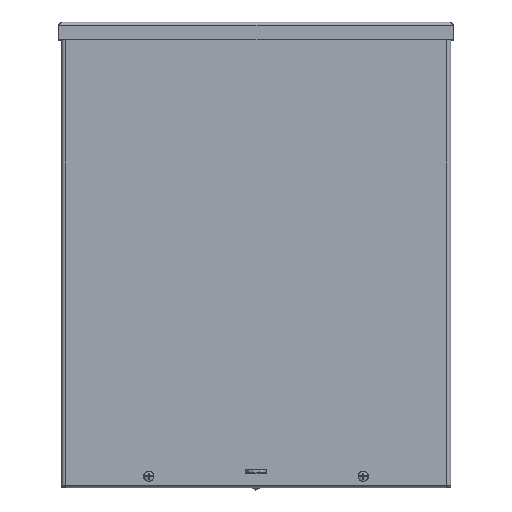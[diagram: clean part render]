
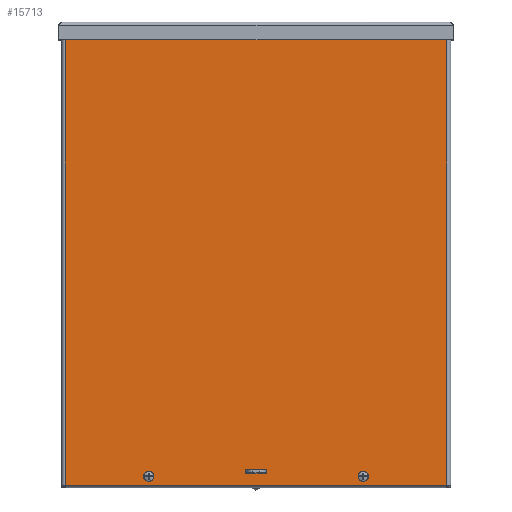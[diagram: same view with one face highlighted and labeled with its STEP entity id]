
A CAD part, top view. The second image highlights one B-rep face of the part: STEP entity #15713.
In plain terms, the highlighted planar face has unit normal (0, 0, 1).
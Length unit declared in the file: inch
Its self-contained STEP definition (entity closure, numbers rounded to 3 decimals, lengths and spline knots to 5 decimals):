
#620 = CIRCLE ( 'NONE', #13740, 0.125 ) ;
#716 = EDGE_CURVE ( 'NONE', #15340, #15340, #13792, .T. ) ;
#971 = ORIENTED_EDGE ( 'NONE', *, *, #3834, .F. ) ;
#1100 = DIRECTION ( 'NONE',  ( 0., 0., 1. ) ) ;
#1129 = ORIENTED_EDGE ( 'NONE', *, *, #15851, .F. ) ;
#1174 = CARTESIAN_POINT ( 'NONE',  ( -0.39063, -8.41488, 4.19362 ) ) ;
#1258 = EDGE_CURVE ( 'NONE', #14784, #14784, #11889, .T. ) ;
#1620 = CARTESIAN_POINT ( 'NONE',  ( -0.39063, -8.44612, 4.19362 ) ) ;
#1627 = VECTOR ( 'NONE', #16602, 39.37008 ) ;
#1751 = DIRECTION ( 'NONE',  ( 0., 0., 1. ) ) ;
#2167 = VERTEX_POINT ( 'NONE', #4408 ) ;
#2214 = ORIENTED_EDGE ( 'NONE', *, *, #20838, .F. ) ;
#2728 = DIRECTION ( 'NONE',  ( 0., 0., 1. ) ) ;
#2793 = AXIS2_PLACEMENT_3D ( 'NONE', #22567, #12079, #13858 ) ;
#3505 = EDGE_CURVE ( 'NONE', #3802, #11501, #4806, .T. ) ;
#3658 = VERTEX_POINT ( 'NONE', #15609 ) ;
#3802 = VERTEX_POINT ( 'NONE', #7617 ) ;
#3833 = ORIENTED_EDGE ( 'NONE', *, *, #11382, .F. ) ;
#3834 = EDGE_CURVE ( 'NONE', #4934, #4934, #620, .T. ) ;
#3979 = CARTESIAN_POINT ( 'NONE',  ( 0., -8.44612, 4.19362 ) ) ;
#4115 = CARTESIAN_POINT ( 'NONE',  ( -7.40625, 0.01562, 4.19362 ) ) ;
#4342 = CARTESIAN_POINT ( 'NONE',  ( -7.40625, -8.92188, 4.19362 ) ) ;
#4408 = CARTESIAN_POINT ( 'NONE',  ( -0.42188, -8.32112, 4.19362 ) ) ;
#4494 = CARTESIAN_POINT ( 'NONE',  ( -0.42188, -8.41488, 4.19362 ) ) ;
#4690 = FACE_BOUND ( 'NONE', #19195, .T. ) ;
#4806 = LINE ( 'NONE', #12744, #20141 ) ;
#4934 = VERTEX_POINT ( 'NONE', #15336 ) ;
#5079 = CIRCLE ( 'NONE', #16050, 0.03125 ) ;
#5175 = CARTESIAN_POINT ( 'NONE',  ( 4.15625, -8.5625, 4.19362 ) ) ;
#5568 = CARTESIAN_POINT ( 'NONE',  ( 4.28125, -8.5625, 4.19362 ) ) ;
#5722 = LINE ( 'NONE', #21738, #15846 ) ;
#5761 = DIRECTION ( 'NONE',  ( 1., 0., 0. ) ) ;
#5764 = PLANE ( 'NONE',  #9706 ) ;
#5812 = ORIENTED_EDGE ( 'NONE', *, *, #19523, .F. ) ;
#6071 = LINE ( 'NONE', #3979, #18351 ) ;
#6296 = CARTESIAN_POINT ( 'NONE',  ( -7.40625, 8.95312, 4.19362 ) ) ;
#6356 = CARTESIAN_POINT ( 'NONE',  ( 0.39062, -8.41488, 4.19362 ) ) ;
#6437 = DIRECTION ( 'NONE',  ( 1., 0., 0. ) ) ;
#6551 = VERTEX_POINT ( 'NONE', #1620 ) ;
#7446 = LINE ( 'NONE', #15507, #8007 ) ;
#7454 = CIRCLE ( 'NONE', #10885, 0.03125 ) ;
#7617 = CARTESIAN_POINT ( 'NONE',  ( 7.40625, -8.92188, 4.19362 ) ) ;
#7780 = ORIENTED_EDGE ( 'NONE', *, *, #21322, .F. ) ;
#8007 = VECTOR ( 'NONE', #13746, 39.37008 ) ;
#8134 = AXIS2_PLACEMENT_3D ( 'NONE', #19623, #12747, #16028 ) ;
#8229 = CARTESIAN_POINT ( 'NONE',  ( -4.15625, 8.59375, 4.19362 ) ) ;
#8282 = LINE ( 'NONE', #9662, #1627 ) ;
#8322 = EDGE_LOOP ( 'NONE', ( #13251 ) ) ;
#8537 = VERTEX_POINT ( 'NONE', #13508 ) ;
#8723 = DIRECTION ( 'NONE',  ( 1., 0., 0. ) ) ;
#8938 = ORIENTED_EDGE ( 'NONE', *, *, #11209, .F. ) ;
#9026 = ORIENTED_EDGE ( 'NONE', *, *, #1258, .F. ) ;
#9110 = FACE_BOUND ( 'NONE', #10103, .T. ) ;
#9295 = EDGE_LOOP ( 'NONE', ( #9026 ) ) ;
#9466 = ORIENTED_EDGE ( 'NONE', *, *, #20739, .F. ) ;
#9511 = DIRECTION ( 'NONE',  ( 1., 0., 0. ) ) ;
#9563 = EDGE_LOOP ( 'NONE', ( #971 ) ) ;
#9600 = CARTESIAN_POINT ( 'NONE',  ( 0., 0.01562, 4.19362 ) ) ;
#9662 = CARTESIAN_POINT ( 'NONE',  ( 0., 8.95312, 4.19362 ) ) ;
#9706 = AXIS2_PLACEMENT_3D ( 'NONE', #9600, #10764, #19531 ) ;
#9891 = CARTESIAN_POINT ( 'NONE',  ( 0.42187, -8.41488, 4.19362 ) ) ;
#10103 = EDGE_LOOP ( 'NONE', ( #17271, #9466, #14815, #13994, #1129, #7780, #5812, #11534 ) ) ;
#10384 = CIRCLE ( 'NONE', #8134, 0.125 ) ;
#10758 = CARTESIAN_POINT ( 'NONE',  ( 0.39062, -8.28988, 4.19362 ) ) ;
#10764 = DIRECTION ( 'NONE',  ( 0., 0., -1. ) ) ;
#10885 = AXIS2_PLACEMENT_3D ( 'NONE', #22713, #1751, #14095 ) ;
#11118 = VECTOR ( 'NONE', #18964, 39.37008 ) ;
#11209 = EDGE_CURVE ( 'NONE', #3658, #3802, #7446, .T. ) ;
#11223 = CARTESIAN_POINT ( 'NONE',  ( -0.39063, -8.28987, 4.19362 ) ) ;
#11315 = FACE_OUTER_BOUND ( 'NONE', #18416, .T. ) ;
#11382 = EDGE_CURVE ( 'NONE', #11501, #20776, #12086, .T. ) ;
#11501 = VERTEX_POINT ( 'NONE', #4342 ) ;
#11534 = ORIENTED_EDGE ( 'NONE', *, *, #13275, .F. ) ;
#11552 = VERTEX_POINT ( 'NONE', #4494 ) ;
#11889 = CIRCLE ( 'NONE', #20137, 0.125 ) ;
#12046 = LINE ( 'NONE', #13009, #19663 ) ;
#12079 = DIRECTION ( 'NONE',  ( 0., 0., 1. ) ) ;
#12086 = LINE ( 'NONE', #4115, #18058 ) ;
#12627 = DIRECTION ( 'NONE',  ( 0., 1., 0. ) ) ;
#12744 = CARTESIAN_POINT ( 'NONE',  ( 0., -8.92188, 4.19362 ) ) ;
#12747 = DIRECTION ( 'NONE',  ( 0., 0., 1. ) ) ;
#13009 = CARTESIAN_POINT ( 'NONE',  ( 0.42187, 0.01562, 4.19362 ) ) ;
#13251 = ORIENTED_EDGE ( 'NONE', *, *, #716, .F. ) ;
#13275 = EDGE_CURVE ( 'NONE', #22350, #20450, #12046, .T. ) ;
#13304 = DIRECTION ( 'NONE',  ( 1., 0., 0. ) ) ;
#13359 = EDGE_CURVE ( 'NONE', #19752, #22350, #19396, .T. ) ;
#13495 = EDGE_CURVE ( 'NONE', #11552, #6551, #13904, .T. ) ;
#13508 = CARTESIAN_POINT ( 'NONE',  ( 4.28125, 8.59375, 4.19362 ) ) ;
#13740 = AXIS2_PLACEMENT_3D ( 'NONE', #8229, #16887, #6437 ) ;
#13746 = DIRECTION ( 'NONE',  ( 0., -1., 0. ) ) ;
#13792 = CIRCLE ( 'NONE', #2793, 0.125 ) ;
#13806 = CARTESIAN_POINT ( 'NONE',  ( 0.42187, -8.32112, 4.19362 ) ) ;
#13858 = DIRECTION ( 'NONE',  ( 1., 0., 0. ) ) ;
#13904 = CIRCLE ( 'NONE', #21679, 0.03125 ) ;
#13994 = ORIENTED_EDGE ( 'NONE', *, *, #17457, .F. ) ;
#13997 = CARTESIAN_POINT ( 'NONE',  ( -0.42188, 0.01562, 4.19362 ) ) ;
#14095 = DIRECTION ( 'NONE',  ( 1., 0., 0. ) ) ;
#14423 = ORIENTED_EDGE ( 'NONE', *, *, #3505, .F. ) ;
#14486 = DIRECTION ( 'NONE',  ( -1., 0., 0. ) ) ;
#14585 = VERTEX_POINT ( 'NONE', #11223 ) ;
#14784 = VERTEX_POINT ( 'NONE', #5568 ) ;
#14815 = ORIENTED_EDGE ( 'NONE', *, *, #13495, .F. ) ;
#15336 = CARTESIAN_POINT ( 'NONE',  ( -4.03125, 8.59375, 4.19362 ) ) ;
#15340 = VERTEX_POINT ( 'NONE', #19561 ) ;
#15507 = CARTESIAN_POINT ( 'NONE',  ( 7.40625, 0.01562, 4.19362 ) ) ;
#15548 = ORIENTED_EDGE ( 'NONE', *, *, #16585, .F. ) ;
#15609 = CARTESIAN_POINT ( 'NONE',  ( 7.40625, 8.95312, 4.19362 ) ) ;
#15712 = LINE ( 'NONE', #13997, #11118 ) ;
#15713 = ADVANCED_FACE ( 'NONE', ( #4690, #20061, #9110, #21982, #15932, #11315 ), #5764, .F. ) ;
#15846 = VECTOR ( 'NONE', #18400, 39.37008 ) ;
#15851 = EDGE_CURVE ( 'NONE', #14585, #2167, #7454, .T. ) ;
#15932 = FACE_BOUND ( 'NONE', #8322, .T. ) ;
#16028 = DIRECTION ( 'NONE',  ( 1., 0., 0. ) ) ;
#16050 = AXIS2_PLACEMENT_3D ( 'NONE', #18430, #2728, #9511 ) ;
#16585 = EDGE_CURVE ( 'NONE', #8537, #8537, #10384, .T. ) ;
#16602 = DIRECTION ( 'NONE',  ( 1., 0., 0. ) ) ;
#16887 = DIRECTION ( 'NONE',  ( 0., 0., 1. ) ) ;
#17271 = ORIENTED_EDGE ( 'NONE', *, *, #13359, .F. ) ;
#17387 = DIRECTION ( 'NONE',  ( 0., 0., 1. ) ) ;
#17457 = EDGE_CURVE ( 'NONE', #2167, #11552, #15712, .T. ) ;
#18058 = VECTOR ( 'NONE', #12627, 39.37008 ) ;
#18351 = VECTOR ( 'NONE', #5761, 39.37008 ) ;
#18400 = DIRECTION ( 'NONE',  ( -1., 0., 0. ) ) ;
#18416 = EDGE_LOOP ( 'NONE', ( #2214, #3833, #14423, #8938 ) ) ;
#18430 = CARTESIAN_POINT ( 'NONE',  ( 0.39062, -8.32112, 4.19362 ) ) ;
#18480 = DIRECTION ( 'NONE',  ( 0., 0., 1. ) ) ;
#18496 = CARTESIAN_POINT ( 'NONE',  ( 0.39062, -8.44612, 4.19362 ) ) ;
#18964 = DIRECTION ( 'NONE',  ( 0., -1., 0. ) ) ;
#19195 = EDGE_LOOP ( 'NONE', ( #15548 ) ) ;
#19396 = CIRCLE ( 'NONE', #21996, 0.03125 ) ;
#19523 = EDGE_CURVE ( 'NONE', #20450, #21748, #5079, .T. ) ;
#19531 = DIRECTION ( 'NONE',  ( 1., 0., 0. ) ) ;
#19561 = CARTESIAN_POINT ( 'NONE',  ( -4.03125, -8.5625, 4.19362 ) ) ;
#19623 = CARTESIAN_POINT ( 'NONE',  ( 4.15625, 8.59375, 4.19362 ) ) ;
#19663 = VECTOR ( 'NONE', #20201, 39.37008 ) ;
#19752 = VERTEX_POINT ( 'NONE', #18496 ) ;
#20061 = FACE_BOUND ( 'NONE', #9295, .T. ) ;
#20137 = AXIS2_PLACEMENT_3D ( 'NONE', #5175, #17387, #8723 ) ;
#20141 = VECTOR ( 'NONE', #14486, 39.37008 ) ;
#20201 = DIRECTION ( 'NONE',  ( 0., 1., 0. ) ) ;
#20450 = VERTEX_POINT ( 'NONE', #13806 ) ;
#20739 = EDGE_CURVE ( 'NONE', #6551, #19752, #6071, .T. ) ;
#20776 = VERTEX_POINT ( 'NONE', #6296 ) ;
#20838 = EDGE_CURVE ( 'NONE', #20776, #3658, #8282, .T. ) ;
#21322 = EDGE_CURVE ( 'NONE', #21748, #14585, #5722, .T. ) ;
#21679 = AXIS2_PLACEMENT_3D ( 'NONE', #1174, #18480, #13304 ) ;
#21738 = CARTESIAN_POINT ( 'NONE',  ( 0., -8.28988, 4.19362 ) ) ;
#21748 = VERTEX_POINT ( 'NONE', #10758 ) ;
#21982 = FACE_BOUND ( 'NONE', #9563, .T. ) ;
#21996 = AXIS2_PLACEMENT_3D ( 'NONE', #6356, #1100, #22296 ) ;
#22296 = DIRECTION ( 'NONE',  ( 1., 0., 0. ) ) ;
#22350 = VERTEX_POINT ( 'NONE', #9891 ) ;
#22567 = CARTESIAN_POINT ( 'NONE',  ( -4.15625, -8.5625, 4.19362 ) ) ;
#22713 = CARTESIAN_POINT ( 'NONE',  ( -0.39063, -8.32112, 4.19362 ) ) ;
